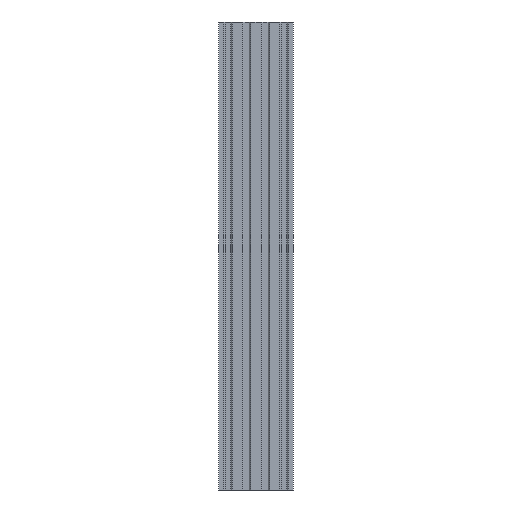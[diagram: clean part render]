
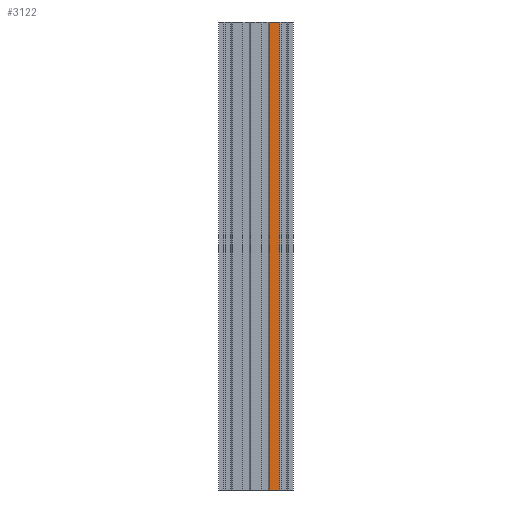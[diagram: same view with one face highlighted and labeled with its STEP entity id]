
A CAD part, left-side view. The second image highlights one B-rep face of the part: STEP entity #3122.
In plain terms, the highlighted planar face has unit normal (-1, 0, 0).
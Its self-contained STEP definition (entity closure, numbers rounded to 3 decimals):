
#111=FACE_OUTER_BOUND($,#273,.T.);
#273=EDGE_LOOP($,(#2460,#2461,#2462,#2463));
#456=LINE($,#4302,#876);
#604=LINE($,#4599,#1024);
#683=LINE($,#4761,#1103);
#705=LINE($,#4806,#1125);
#876=VECTOR($,#3488,10.72);
#1024=VECTOR($,#3664,10.72);
#1103=VECTOR($,#3799,500.);
#1125=VECTOR($,#3867,500.);
#1288=VERTEX_POINT($,#4299);
#1289=VERTEX_POINT($,#4301);
#1423=VERTEX_POINT($,#4596);
#1424=VERTEX_POINT($,#4598);
#1584=EDGE_CURVE($,#1288,#1289,#456,.T.);
#1736=EDGE_CURVE($,#1424,#1423,#604,.T.);
#1819=EDGE_CURVE($,#1423,#1289,#683,.T.);
#1841=EDGE_CURVE($,#1424,#1288,#705,.T.);
#2460=ORIENTED_EDGE($,*,*,#1736,.T.);
#2461=ORIENTED_EDGE($,*,*,#1819,.T.);
#2462=ORIENTED_EDGE($,*,*,#1584,.F.);
#2463=ORIENTED_EDGE($,*,*,#1841,.F.);
#2831=PLANE($,#3279);
#3122=ADVANCED_FACE($,(#111),#2831,.T.);
#3279=AXIS2_PLACEMENT_3D($,#4805,#3865,#3866);
#3488=DIRECTION($,(0.,-1.,0.));
#3664=DIRECTION($,(0.,-1.,0.));
#3799=DIRECTION($,(0.,0.,1.));
#3865=DIRECTION('center_axis',(-1.,0.,0.));
#3866=DIRECTION('ref_axis',(0.,-1.,0.));
#3867=DIRECTION($,(0.,0.,1.));
#4299=CARTESIAN_POINT('',(-10.,-44.64,500.));
#4301=CARTESIAN_POINT('',(-10.,-55.36,500.));
#4302=CARTESIAN_POINT($,(-10.,-44.64,500.));
#4596=CARTESIAN_POINT('',(-10.,-55.36,0.));
#4598=CARTESIAN_POINT('',(-10.,-44.64,0.));
#4599=CARTESIAN_POINT($,(-10.,-44.64,0.));
#4761=CARTESIAN_POINT($,(-10.,-55.36,0.));
#4805=CARTESIAN_POINT('Origin',(-10.,-44.64,0.));
#4806=CARTESIAN_POINT($,(-10.,-44.64,0.));
